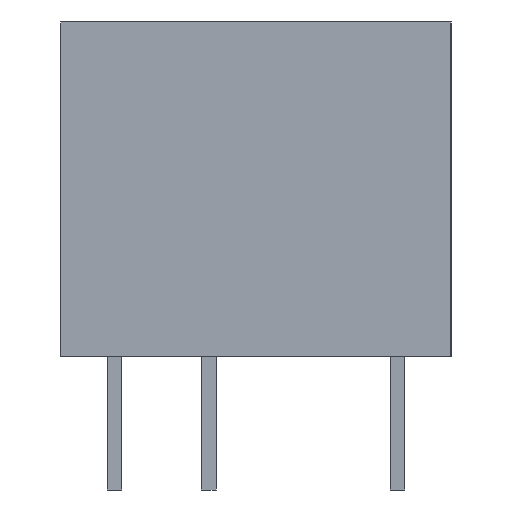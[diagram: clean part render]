
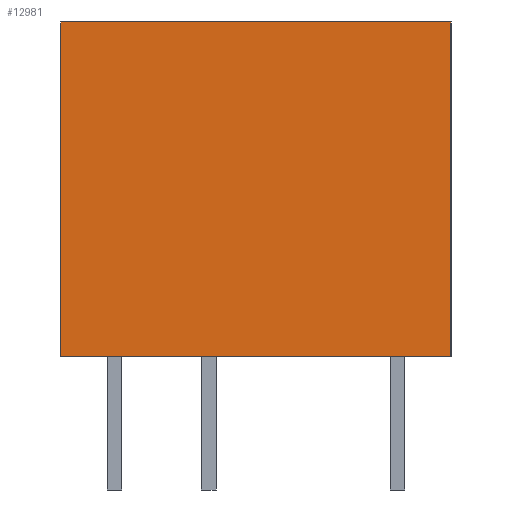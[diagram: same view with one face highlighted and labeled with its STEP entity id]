
A CAD part, front view. The second image highlights one B-rep face of the part: STEP entity #12981.
In plain terms, the highlighted planar face has unit normal (0, -1, 0).
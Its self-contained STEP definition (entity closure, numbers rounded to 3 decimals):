
#12942=CARTESIAN_POINT('',(5.25,-8.4,0.0));
#12943=DIRECTION('',(0.0,-1.0,0.0));
#12944=DIRECTION('',(0.0,0.0,-1.0));
#12945=AXIS2_PLACEMENT_3D('',#12942,#12943,#12944);
#12946=PLANE('',#12945);
#12947=CARTESIAN_POINT('',(5.25,-8.4,9.0));
#12948=VERTEX_POINT('',#12947);
#12949=CARTESIAN_POINT('',(-5.25,-8.4,9.0));
#12950=VERTEX_POINT('',#12949);
#12951=CARTESIAN_POINT('',(5.25,-8.4,9.0));
#12952=DIRECTION('',(-1.0,0.0,0.0));
#12953=VECTOR('',#12952,10.5);
#12954=LINE('',#12951,#12953);
#12955=EDGE_CURVE('',#12948,#12950,#12954,.T.);
#12956=ORIENTED_EDGE('',*,*,#12955,.T.);
#12957=CARTESIAN_POINT('',(-5.25,-8.4,0.0));
#12958=VERTEX_POINT('',#12957);
#12959=CARTESIAN_POINT('',(-5.25,-8.4,0.0));
#12960=DIRECTION('',(0.0,0.0,1.0));
#12961=VECTOR('',#12960,9.0);
#12962=LINE('',#12959,#12961);
#12963=EDGE_CURVE('',#12958,#12950,#12962,.T.);
#12964=ORIENTED_EDGE('',*,*,#12963,.F.);
#12965=CARTESIAN_POINT('',(5.25,-8.4,0.0));
#12966=VERTEX_POINT('',#12965);
#12967=CARTESIAN_POINT('',(-5.25,-8.4,0.0));
#12968=DIRECTION('',(1.0,0.0,0.0));
#12969=VECTOR('',#12968,10.5);
#12970=LINE('',#12967,#12969);
#12971=EDGE_CURVE('',#12958,#12966,#12970,.T.);
#12972=ORIENTED_EDGE('',*,*,#12971,.T.);
#12973=CARTESIAN_POINT('',(5.25,-8.4,0.0));
#12974=DIRECTION('',(0.0,0.0,1.0));
#12975=VECTOR('',#12974,9.0);
#12976=LINE('',#12973,#12975);
#12977=EDGE_CURVE('',#12966,#12948,#12976,.T.);
#12978=ORIENTED_EDGE('',*,*,#12977,.T.);
#12979=EDGE_LOOP('',(#12956,#12964,#12972,#12978));
#12980=FACE_OUTER_BOUND('',#12979,.T.);
#12981=ADVANCED_FACE('',(#12980),#12946,.T.);
